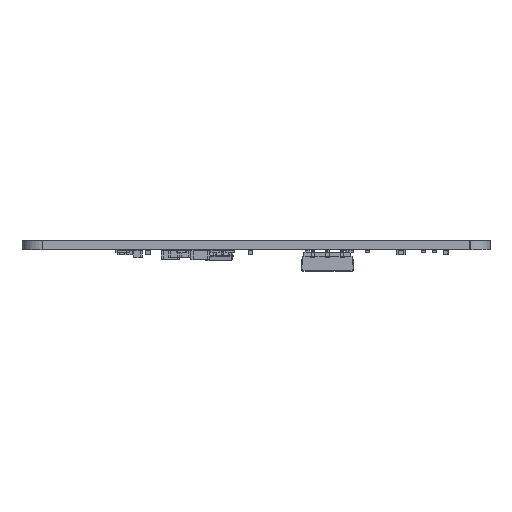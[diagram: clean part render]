
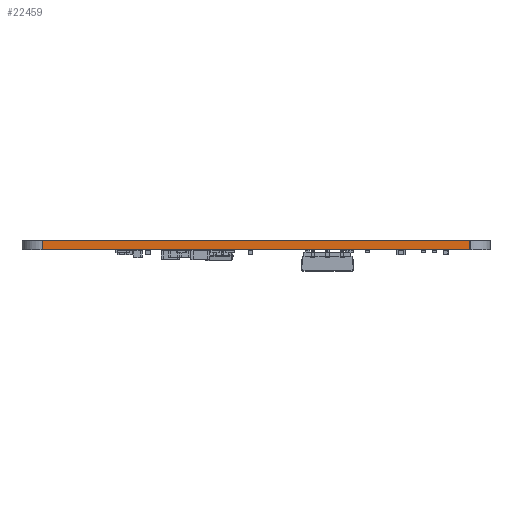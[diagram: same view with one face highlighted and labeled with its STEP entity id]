
A CAD part, left-side view. The second image highlights one B-rep face of the part: STEP entity #22459.
In plain terms, the highlighted planar face has unit normal (-1, 0, 0).
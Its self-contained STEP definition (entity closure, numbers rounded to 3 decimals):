
#17706 = VERTEX_POINT('',#17707);
#17707 = CARTESIAN_POINT('',(106.015,-68.524,0.));
#17714 = EDGE_CURVE('',#17715,#17706,#17717,.T.);
#17715 = VERTEX_POINT('',#17716);
#17716 = CARTESIAN_POINT('',(106.015,-141.499,0.));
#17717 = LINE('',#17718,#17719);
#17718 = CARTESIAN_POINT('',(106.015,-141.499,0.));
#17719 = VECTOR('',#17720,1.);
#17720 = DIRECTION('',(0.,1.,0.));
#20056 = VERTEX_POINT('',#20057);
#20057 = CARTESIAN_POINT('',(106.015,-68.524,1.6));
#20064 = EDGE_CURVE('',#20065,#20056,#20067,.T.);
#20065 = VERTEX_POINT('',#20066);
#20066 = CARTESIAN_POINT('',(106.015,-141.499,1.6));
#20067 = LINE('',#20068,#20069);
#20068 = CARTESIAN_POINT('',(106.015,-141.499,1.6));
#20069 = VECTOR('',#20070,1.);
#20070 = DIRECTION('',(0.,1.,0.));
#22429 = EDGE_CURVE('',#17706,#20056,#22430,.T.);
#22430 = LINE('',#22431,#22432);
#22431 = CARTESIAN_POINT('',(106.015,-68.524,0.));
#22432 = VECTOR('',#22433,1.);
#22433 = DIRECTION('',(0.,0.,1.));
#22459 = ADVANCED_FACE('',(#22460),#22471,.T.);
#22460 = FACE_BOUND('',#22461,.T.);
#22461 = EDGE_LOOP('',(#22462,#22468,#22469,#22470));
#22462 = ORIENTED_EDGE('',*,*,#22463,.T.);
#22463 = EDGE_CURVE('',#17715,#20065,#22464,.T.);
#22464 = LINE('',#22465,#22466);
#22465 = CARTESIAN_POINT('',(106.015,-141.499,0.));
#22466 = VECTOR('',#22467,1.);
#22467 = DIRECTION('',(0.,0.,1.));
#22468 = ORIENTED_EDGE('',*,*,#20064,.T.);
#22469 = ORIENTED_EDGE('',*,*,#22429,.F.);
#22470 = ORIENTED_EDGE('',*,*,#17714,.F.);
#22471 = PLANE('',#22472);
#22472 = AXIS2_PLACEMENT_3D('',#22473,#22474,#22475);
#22473 = CARTESIAN_POINT('',(106.015,-141.499,0.));
#22474 = DIRECTION('',(-1.,0.,0.));
#22475 = DIRECTION('',(0.,1.,0.));
